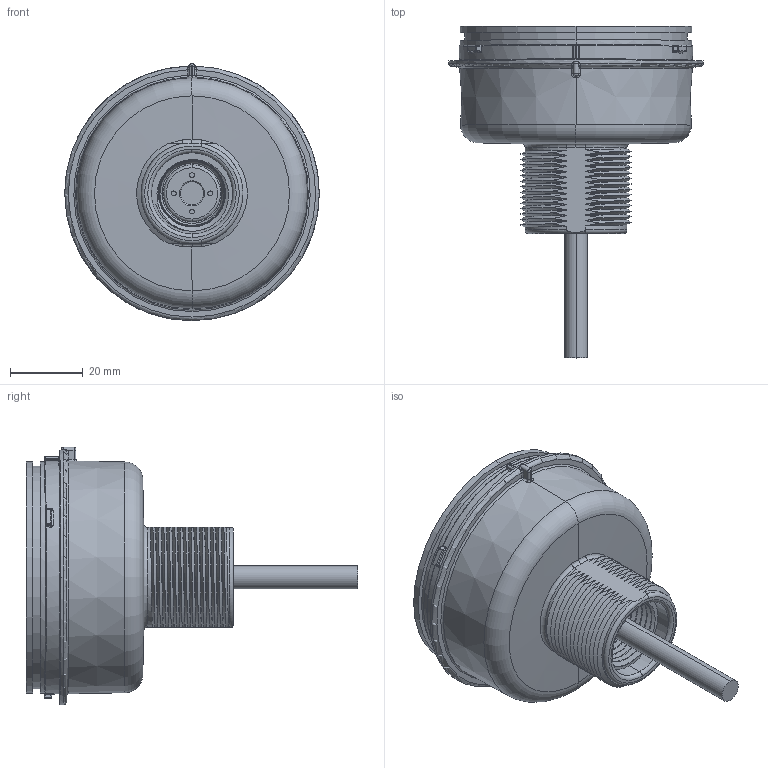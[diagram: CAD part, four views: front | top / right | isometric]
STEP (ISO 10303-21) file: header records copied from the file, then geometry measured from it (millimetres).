
FILE_DESCRIPTION((''),'2;1');
FILE_NAME('180993_SM01_ASM','2022-07-12T14:10:41',('PDMAdmin'),('BANNER ENGINEERING'),'CREO PARAMETRIC BY PTC INC, 2019292','CREO PARAMETRIC BY PTC INC, 2019292','');
FILE_SCHEMA(('CONFIG_CONTROL_DESIGN'));
Length unit declared in the file: millimetre
Products named in the file (3): 180993_EP01; CABLE_250; 180993_SM01_ASM
Assembly tree (2 placements, depth 2):
  180993_SM01_ASM
    180993_EP01
    CABLE_250
Bounding box: 70 x 91.2 x 70.75 mm (x, y, z)
Volume: 98698.6 mm3; surface area: 23353.8 mm2
Topology: 2 solids, 2 shells, 426 faces, 1036 edges, 637 vertices
Faces by surface type: cylinder 150, bspline 132, plane 62, torus 37, cone 29, sphere 16
Entity records: 33690 total; most frequent: CARTESIAN_POINT 24607, ORIENTED_EDGE 2072, DIRECTION 1597, EDGE_CURVE 1036, AXIS2_PLACEMENT_3D 664, VERTEX_POINT 637, EDGE_LOOP 449, FACE_OUTER_BOUND 426
